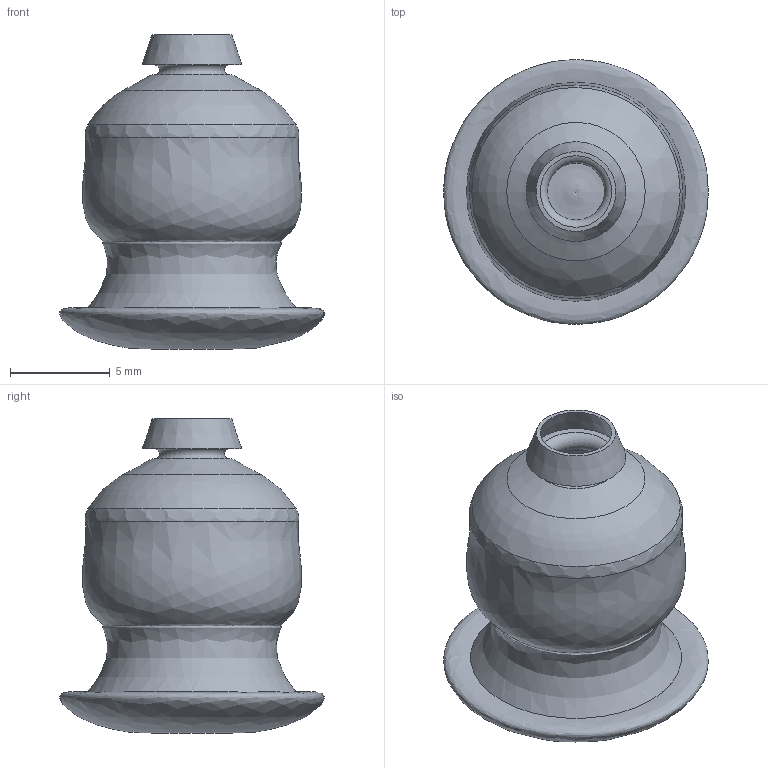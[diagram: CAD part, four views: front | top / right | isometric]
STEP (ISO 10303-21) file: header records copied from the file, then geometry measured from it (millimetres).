
FILE_DESCRIPTION(/* description */ (''),/* implementation_level */ '2;1');
FILE_NAME(/* name */ 'desi pot.step',/* time_stamp */ '2025-06-07T12:28:04+05:45',/* author */ (''),/* organization */ (''),/* preprocessor_version */ 'ST-DEVELOPER v20.1',/* originating_system */ 'Autodesk Translation Framework v14.10.0.0',/* authorisation */ '');
FILE_SCHEMA (('AUTOMOTIVE_DESIGN { 1 0 10303 214 3 1 1 }'));
Length unit declared in the file: millimetre
Products named in the file (1): desi pot
Bounding box: 13.25 x 13.25 x 15.75 mm (x, y, z)
Volume: 127.2 mm3; surface area: 1367 mm2
Topology: 1 solids, 1 shells, 21 faces, 42 edges, 23 vertices
Faces by surface type: bspline 12, cone 4, plane 3, torus 2
Entity records: 2611 total; most frequent: CARTESIAN_POINT 2219, ORIENTED_EDGE 80, DIRECTION 58, EDGE_CURVE 40, AXIS2_PLACEMENT_3D 27, EDGE_LOOP 24, VERTEX_POINT 23, FACE_OUTER_BOUND 21
